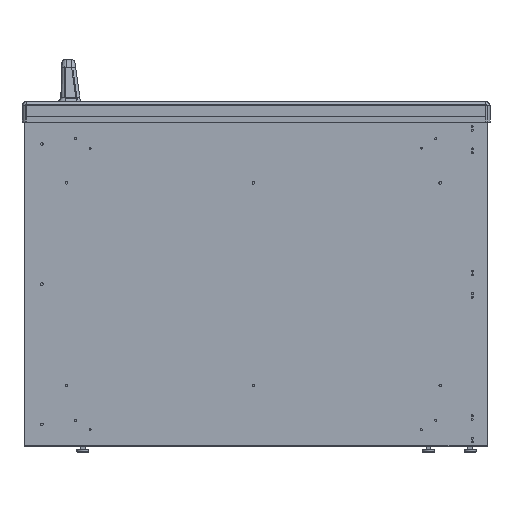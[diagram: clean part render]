
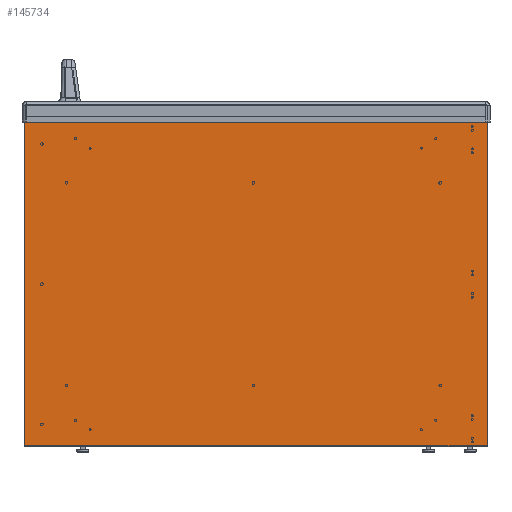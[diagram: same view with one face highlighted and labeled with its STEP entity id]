
A CAD part, front view. The second image highlights one B-rep face of the part: STEP entity #145734.
In plain terms, the highlighted face is planar.
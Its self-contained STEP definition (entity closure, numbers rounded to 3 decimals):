
#144708=CARTESIAN_POINT('',(-892.0,-396.0,554.2));
#144709=VERTEX_POINT('',#144708);
#144710=CARTESIAN_POINT('',(-892.0,-396.0,0.8));
#144711=VERTEX_POINT('',#144710);
#144712=CARTESIAN_POINT('',(-892.0,-396.0,554.2));
#144713=DIRECTION('',(0.0,0.0,-1.0));
#144714=VECTOR('',#144713,553.4);
#144715=LINE('',#144712,#144714);
#144716=EDGE_CURVE('',#144709,#144711,#144715,.T.);
#144816=CARTESIAN_POINT('',(-892.0,395.2,0.8));
#144817=VERTEX_POINT('',#144816);
#144818=CARTESIAN_POINT('',(-892.0,-396.0,0.8));
#144819=DIRECTION('',(0.0,1.0,0.0));
#144820=VECTOR('',#144819,791.2);
#144821=LINE('',#144818,#144820);
#144822=EDGE_CURVE('',#144817,#144711,#144821,.F.);
#144845=CARTESIAN_POINT('',(-892.0,395.2,554.2));
#144846=VERTEX_POINT('',#144845);
#144856=CARTESIAN_POINT('',(-892.0,395.2,554.2));
#144857=DIRECTION('',(0.0,0.0,-1.0));
#144858=VECTOR('',#144857,553.4);
#144859=LINE('',#144856,#144858);
#144860=EDGE_CURVE('',#144846,#144817,#144859,.T.);
#144878=CARTESIAN_POINT('',(-892.0,-396.0,554.2));
#144879=DIRECTION('',(0.0,1.0,0.0));
#144880=VECTOR('',#144879,791.2);
#144881=LINE('',#144878,#144880);
#144882=EDGE_CURVE('',#144709,#144846,#144881,.T.);
#145723=CARTESIAN_POINT('',(-892.0,-396.0,555.0));
#145724=DIRECTION('',(-1.0,0.0,0.0));
#145725=DIRECTION('',(0.0,0.0,1.0));
#145726=AXIS2_PLACEMENT_3D('',#145723,#145724,#145725);
#145727=PLANE('',#145726);
#145728=ORIENTED_EDGE('',*,*,#144860,.T.);
#145729=ORIENTED_EDGE('',*,*,#144822,.T.);
#145730=ORIENTED_EDGE('',*,*,#144716,.F.);
#145731=ORIENTED_EDGE('',*,*,#144882,.T.);
#145732=EDGE_LOOP('',(#145728,#145729,#145730,#145731));
#145733=FACE_OUTER_BOUND('',#145732,.T.);
#145734=ADVANCED_FACE('',(#145733),#145727,.T.);
